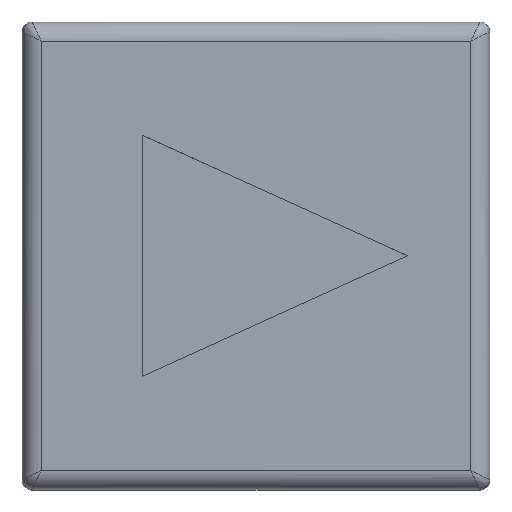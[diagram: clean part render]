
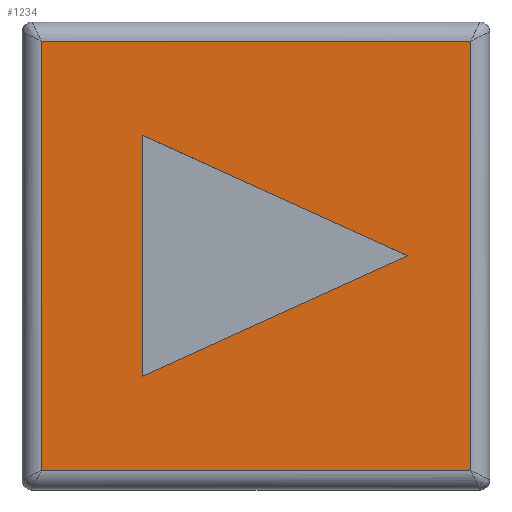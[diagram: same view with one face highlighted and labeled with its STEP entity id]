
A CAD part, top view. The second image highlights one B-rep face of the part: STEP entity #1234.
In plain terms, the highlighted planar face has unit normal (0, 0, 1).
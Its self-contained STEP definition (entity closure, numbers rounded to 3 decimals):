
#15=FACE_BOUND('',#159,.T.);
#85=FACE_OUTER_BOUND('',#158,.T.);
#158=EDGE_LOOP('',(#861,#862,#863,#864));
#159=EDGE_LOOP('',(#865,#866,#867));
#221=LINE('',#1773,#367);
#224=LINE('',#1778,#370);
#226=LINE('',#1781,#372);
#227=LINE('',#1907,#373);
#230=LINE('',#1911,#376);
#232=LINE('',#1914,#378);
#234=LINE('',#1917,#380);
#367=VECTOR('',#1417,10.);
#370=VECTOR('',#1422,10.);
#372=VECTOR('',#1426,10.);
#373=VECTOR('',#1453,10.);
#376=VECTOR('',#1458,10.);
#378=VECTOR('',#1462,10.);
#380=VECTOR('',#1466,10.);
#513=VERTEX_POINT('',#1771);
#514=VERTEX_POINT('',#1772);
#515=VERTEX_POINT('',#1777);
#518=VERTEX_POINT('',#1810);
#521=VERTEX_POINT('',#1841);
#524=VERTEX_POINT('',#1872);
#527=VERTEX_POINT('',#1903);
#625=EDGE_CURVE('',#513,#514,#221,.T.);
#628=EDGE_CURVE('',#515,#513,#224,.T.);
#630=EDGE_CURVE('',#514,#515,#226,.T.);
#643=EDGE_CURVE('',#518,#527,#227,.T.);
#646=EDGE_CURVE('',#527,#524,#230,.T.);
#648=EDGE_CURVE('',#524,#521,#232,.T.);
#650=EDGE_CURVE('',#521,#518,#234,.T.);
#861=ORIENTED_EDGE('',*,*,#643,.F.);
#862=ORIENTED_EDGE('',*,*,#650,.F.);
#863=ORIENTED_EDGE('',*,*,#648,.F.);
#864=ORIENTED_EDGE('',*,*,#646,.F.);
#865=ORIENTED_EDGE('',*,*,#625,.T.);
#866=ORIENTED_EDGE('',*,*,#630,.T.);
#867=ORIENTED_EDGE('',*,*,#628,.T.);
#1168=PLANE('',#1331);
#1234=ADVANCED_FACE('',(#85,#15),#1168,.T.);
#1331=AXIS2_PLACEMENT_3D('',#1936,#1486,#1487);
#1417=DIRECTION('',(0.,1.,0.));
#1422=DIRECTION('',(-0.91,-0.414,0.));
#1426=DIRECTION('',(0.91,-0.414,0.));
#1453=DIRECTION('',(0.,1.,0.));
#1458=DIRECTION('',(1.,0.,0.));
#1462=DIRECTION('',(0.,-1.,0.));
#1466=DIRECTION('',(-1.,0.,0.));
#1486=DIRECTION('center_axis',(0.,0.,1.));
#1487=DIRECTION('ref_axis',(1.,0.,0.));
#1771=CARTESIAN_POINT('',(-4.7,-5.,10.));
#1772=CARTESIAN_POINT('',(-4.7,5.,10.));
#1773=CARTESIAN_POINT('',(-4.7,-2.5,10.));
#1777=CARTESIAN_POINT('',(6.3,0.,10.));
#1778=CARTESIAN_POINT('',(3.689,-1.187,10.));
#1781=CARTESIAN_POINT('',(-1.811,3.687,10.));
#1810=CARTESIAN_POINT('',(-8.9,-8.9,10.));
#1841=CARTESIAN_POINT('',(8.9,-8.9,10.));
#1872=CARTESIAN_POINT('',(8.9,8.9,10.));
#1903=CARTESIAN_POINT('',(-8.9,8.9,10.));
#1907=CARTESIAN_POINT('',(-8.9,4.85,10.));
#1911=CARTESIAN_POINT('',(4.85,8.9,10.));
#1914=CARTESIAN_POINT('',(8.9,-4.85,10.));
#1917=CARTESIAN_POINT('',(-4.85,-8.9,10.));
#1936=CARTESIAN_POINT('Origin',(0.,0.,
10.));
